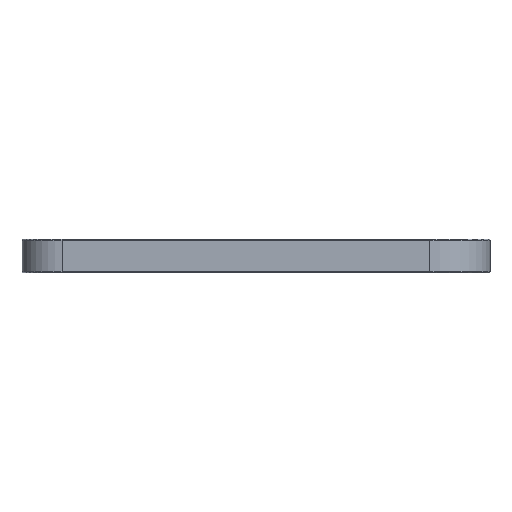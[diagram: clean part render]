
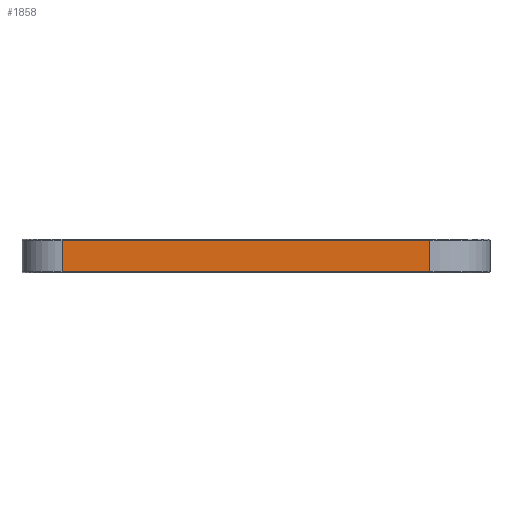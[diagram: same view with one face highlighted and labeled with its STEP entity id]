
A CAD part, front view. The second image highlights one B-rep face of the part: STEP entity #1858.
In plain terms, the highlighted planar face has unit normal (0, -1, 0).
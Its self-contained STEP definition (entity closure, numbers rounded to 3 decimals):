
#155 = VERTEX_POINT ( 'NONE', #2046 ) ;
#170 = AXIS2_PLACEMENT_3D ( 'NONE', #889, #1716, #185 ) ;
#185 = DIRECTION ( 'NONE',  ( -1., 0., 0. ) ) ;
#288 = VECTOR ( 'NONE', #487, 1000. ) ;
#299 = CARTESIAN_POINT ( 'NONE',  ( 27.5, 0., -2.35 ) ) ;
#342 = EDGE_CURVE ( 'NONE', #155, #2016, #538, .T. ) ;
#487 = DIRECTION ( 'NONE',  ( 0., 0., -1. ) ) ;
#538 = LINE ( 'NONE', #1754, #1718 ) ;
#612 = VERTEX_POINT ( 'NONE', #1512 ) ;
#729 = LINE ( 'NONE', #299, #786 ) ;
#786 = VECTOR ( 'NONE', #973, 1000. ) ;
#856 = EDGE_LOOP ( 'NONE', ( #1610, #2230, #961, #857 ) ) ;
#857 = ORIENTED_EDGE ( 'NONE', *, *, #941, .T. ) ;
#889 = CARTESIAN_POINT ( 'NONE',  ( -27.5, 0., 2.5 ) ) ;
#941 = EDGE_CURVE ( 'NONE', #155, #612, #2117, .T. ) ;
#961 = ORIENTED_EDGE ( 'NONE', *, *, #342, .F. ) ;
#964 = CARTESIAN_POINT ( 'NONE',  ( -27.5, 0., -2.35 ) ) ;
#973 = DIRECTION ( 'NONE',  ( 1., 0., 0. ) ) ;
#1022 = VECTOR ( 'NONE', #1588, 1000. ) ;
#1193 = LINE ( 'NONE', #2226, #288 ) ;
#1207 = EDGE_CURVE ( 'NONE', #612, #1523, #1193, .T. ) ;
#1275 = CARTESIAN_POINT ( 'NONE',  ( -27.5, 0., 2.35 ) ) ;
#1295 = CARTESIAN_POINT ( 'NONE',  ( 27.5, 0., -2.35 ) ) ;
#1440 = FACE_OUTER_BOUND ( 'NONE', #856, .T. ) ;
#1512 = CARTESIAN_POINT ( 'NONE',  ( -27.5, 0., 2.35 ) ) ;
#1523 = VERTEX_POINT ( 'NONE', #964 ) ;
#1588 = DIRECTION ( 'NONE',  ( -1., 0., 0. ) ) ;
#1610 = ORIENTED_EDGE ( 'NONE', *, *, #1207, .T. ) ;
#1716 = DIRECTION ( 'NONE',  ( 0., 1., 0. ) ) ;
#1718 = VECTOR ( 'NONE', #2123, 1000. ) ;
#1754 = CARTESIAN_POINT ( 'NONE',  ( 27.5, 0., 2.5 ) ) ;
#1858 = ADVANCED_FACE ( 'NONE', ( #1440 ), #1896, .F. ) ;
#1896 = PLANE ( 'NONE',  #170 ) ;
#2016 = VERTEX_POINT ( 'NONE', #1295 ) ;
#2046 = CARTESIAN_POINT ( 'NONE',  ( 27.5, 0., 2.35 ) ) ;
#2117 = LINE ( 'NONE', #1275, #1022 ) ;
#2123 = DIRECTION ( 'NONE',  ( 0., 0., -1. ) ) ;
#2150 = EDGE_CURVE ( 'NONE', #1523, #2016, #729, .T. ) ;
#2226 = CARTESIAN_POINT ( 'NONE',  ( -27.5, 0., 2.5 ) ) ;
#2230 = ORIENTED_EDGE ( 'NONE', *, *, #2150, .T. ) ;
